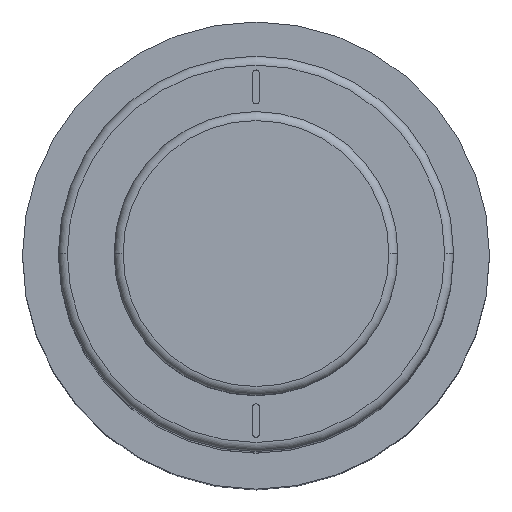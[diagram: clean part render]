
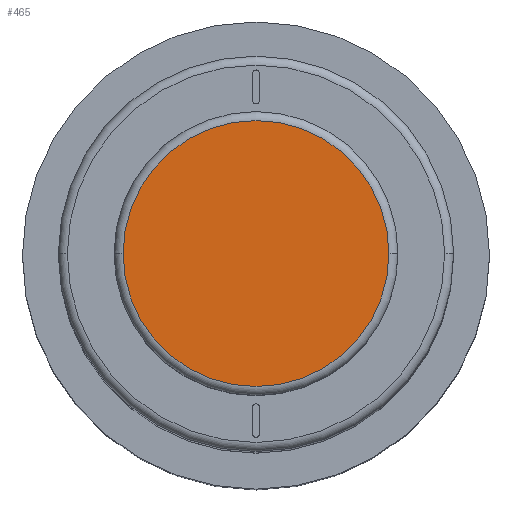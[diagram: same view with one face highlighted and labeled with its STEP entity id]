
A CAD part, top view. The second image highlights one B-rep face of the part: STEP entity #465.
In plain terms, the highlighted planar face has unit normal (0, 0, 1).
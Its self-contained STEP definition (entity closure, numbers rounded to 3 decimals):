
#150 = VERTEX_POINT ( 'NONE', #1258 ) ;
#325 = EDGE_LOOP ( 'NONE', ( #1193, #1196 ) ) ;
#464 = VERTEX_POINT ( 'NONE', #1298 ) ;
#465 = ADVANCED_FACE ( 'NONE', ( #846 ), #1275, .T. ) ;
#493 = DIRECTION ( 'NONE',  ( 1., 0., 0. ) ) ;
#496 = DIRECTION ( 'NONE',  ( 0., 0., 1. ) ) ;
#497 = CARTESIAN_POINT ( 'NONE',  ( 0., 0., 55.7 ) ) ;
#534 = CIRCLE ( 'NONE', #1036, 7.4 ) ;
#689 = AXIS2_PLACEMENT_3D ( 'NONE', #497, #496, #493 ) ;
#831 = DIRECTION ( 'NONE',  ( 1., 0., 0. ) ) ;
#839 = DIRECTION ( 'NONE',  ( 0., 0., 1. ) ) ;
#843 = CARTESIAN_POINT ( 'NONE',  ( 0., 0., 55.7 ) ) ;
#846 = FACE_OUTER_BOUND ( 'NONE', #325, .T. ) ;
#893 = EDGE_CURVE ( 'NONE', #150, #464, #534, .T. ) ;
#1036 = AXIS2_PLACEMENT_3D ( 'NONE', #843, #839, #831 ) ;
#1193 = ORIENTED_EDGE ( 'NONE', *, *, #893, .T. ) ;
#1196 = ORIENTED_EDGE ( 'NONE', *, *, #1288, .T. ) ;
#1258 = CARTESIAN_POINT ( 'NONE',  ( 7.4, 0., 55.7 ) ) ;
#1271 = DIRECTION ( 'NONE',  ( 1., 0., 0. ) ) ;
#1272 = DIRECTION ( 'NONE',  ( 0., 0., 1. ) ) ;
#1273 = CARTESIAN_POINT ( 'NONE',  ( 0., 0., 55.7 ) ) ;
#1275 = PLANE ( 'NONE',  #1374 ) ;
#1288 = EDGE_CURVE ( 'NONE', #464, #150, #1295, .T. ) ;
#1295 = CIRCLE ( 'NONE', #689, 7.4 ) ;
#1298 = CARTESIAN_POINT ( 'NONE',  ( -7.4, 0., 55.7 ) ) ;
#1374 = AXIS2_PLACEMENT_3D ( 'NONE', #1273, #1272, #1271 ) ;
